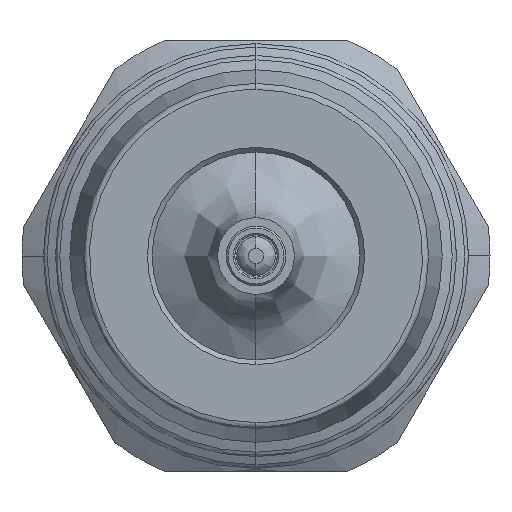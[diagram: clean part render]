
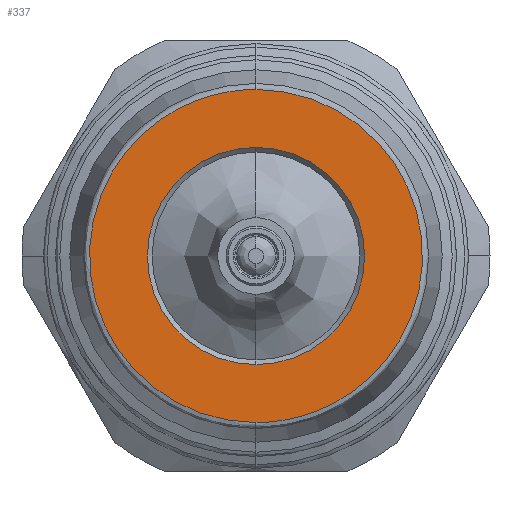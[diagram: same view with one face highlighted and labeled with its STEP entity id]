
A CAD part, left-side view. The second image highlights one B-rep face of the part: STEP entity #337.
In plain terms, the highlighted planar face has unit normal (-1, 0, 0).
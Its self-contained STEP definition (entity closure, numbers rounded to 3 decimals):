
#17 = AXIS2_PLACEMENT_3D ( 'NONE', #1708, #1706, #1705 ) ;
#25 = AXIS2_PLACEMENT_3D ( 'NONE', #1751, #1750, #1749 ) ;
#41 = AXIS2_PLACEMENT_3D ( 'NONE', #1840, #1839, #1838 ) ;
#146 = EDGE_CURVE ( 'NONE', #1584, #1606, #2298, .T. ) ;
#235 = EDGE_CURVE ( 'NONE', #1641, #1616, #433, .T. ) ;
#261 = EDGE_CURVE ( 'NONE', #1616, #1641, #381, .T. ) ;
#262 = EDGE_CURVE ( 'NONE', #1606, #1584, #2300, .T. ) ;
#337 = ADVANCED_FACE ( 'NONE', ( #370, #369 ), #1710, .T. ) ;
#369 = FACE_OUTER_BOUND ( 'NONE', #739, .T. ) ;
#370 = FACE_BOUND ( 'NONE', #733, .T. ) ;
#381 = CIRCLE ( 'NONE', #25, 6.8 ) ;
#405 = ORIENTED_EDGE ( 'NONE', *, *, #261, .T. ) ;
#406 = ORIENTED_EDGE ( 'NONE', *, *, #146, .F. ) ;
#433 = CIRCLE ( 'NONE', #41, 6.8 ) ;
#505 = ORIENTED_EDGE ( 'NONE', *, *, #262, .F. ) ;
#507 = ORIENTED_EDGE ( 'NONE', *, *, #235, .T. ) ;
#733 = EDGE_LOOP ( 'NONE', ( #507, #405 ) ) ;
#739 = EDGE_LOOP ( 'NONE', ( #505, #406 ) ) ;
#1257 = CARTESIAN_POINT ( 'NONE',  ( -41.5, 0., 6.8 ) ) ;
#1284 = CARTESIAN_POINT ( 'NONE',  ( -41.5, 0., -6.8 ) ) ;
#1294 = CARTESIAN_POINT ( 'NONE',  ( -41.5, 0., -10.425 ) ) ;
#1308 = CARTESIAN_POINT ( 'NONE',  ( -41.5, 0., 10.425 ) ) ;
#1584 = VERTEX_POINT ( 'NONE', #1308 ) ;
#1606 = VERTEX_POINT ( 'NONE', #1294 ) ;
#1616 = VERTEX_POINT ( 'NONE', #1284 ) ;
#1641 = VERTEX_POINT ( 'NONE', #1257 ) ;
#1705 = DIRECTION ( 'NONE',  ( 0., 0., 1. ) ) ;
#1706 = DIRECTION ( 'NONE',  ( -1., 0., 0. ) ) ;
#1708 = CARTESIAN_POINT ( 'NONE',  ( -41.5, -31.433, 0. ) ) ;
#1710 = PLANE ( 'NONE',  #17 ) ;
#1744 = CARTESIAN_POINT ( 'NONE',  ( -41.5, 0., 10.425 ) ) ;
#1745 = CARTESIAN_POINT ( 'NONE',  ( -41.5, 20.85, 10.425 ) ) ;
#1746 = CARTESIAN_POINT ( 'NONE',  ( -41.5, 20.85, -10.425 ) ) ;
#1748 = CARTESIAN_POINT ( 'NONE',  ( -41.5, 0., -10.425 ) ) ;
#1749 = DIRECTION ( 'NONE',  ( 0., 0., 1. ) ) ;
#1750 = DIRECTION ( 'NONE',  ( 1., 0., 0. ) ) ;
#1751 = CARTESIAN_POINT ( 'NONE',  ( -41.5, 0., 0. ) ) ;
#1838 = DIRECTION ( 'NONE',  ( 0., 0., 1. ) ) ;
#1839 = DIRECTION ( 'NONE',  ( 1., 0., 0. ) ) ;
#1840 = CARTESIAN_POINT ( 'NONE',  ( -41.5, 0., 0. ) ) ;
#2231 = CARTESIAN_POINT ( 'NONE',  ( -41.5, 0., -10.425 ) ) ;
#2232 = CARTESIAN_POINT ( 'NONE',  ( -41.5, -20.85, -10.425 ) ) ;
#2233 = CARTESIAN_POINT ( 'NONE',  ( -41.5, -20.85, 10.425 ) ) ;
#2234 = CARTESIAN_POINT ( 'NONE',  ( -41.5, 0., 10.425 ) ) ;
#2298 =( BOUNDED_CURVE ( )  B_SPLINE_CURVE ( 3, ( #2234, #2233, #2232, #2231 ),
 .UNSPECIFIED., .F., .T. ) 
 B_SPLINE_CURVE_WITH_KNOTS ( ( 4, 4 ),
 ( 0., 1. ),
 .UNSPECIFIED. ) 
 CURVE ( )  GEOMETRIC_REPRESENTATION_ITEM ( )  RATIONAL_B_SPLINE_CURVE ( ( 1., 0.333, 0.333, 1. ) ) 
 REPRESENTATION_ITEM ( '' )  );
#2300 =( BOUNDED_CURVE ( )  B_SPLINE_CURVE ( 3, ( #1748, #1746, #1745, #1744 ),
 .UNSPECIFIED., .F., .F. ) 
 B_SPLINE_CURVE_WITH_KNOTS ( ( 4, 4 ),
 ( 0., 1. ),
 .UNSPECIFIED. ) 
 CURVE ( )  GEOMETRIC_REPRESENTATION_ITEM ( )  RATIONAL_B_SPLINE_CURVE ( ( 1., 0.333, 0.333, 1. ) ) 
 REPRESENTATION_ITEM ( '' )  );
